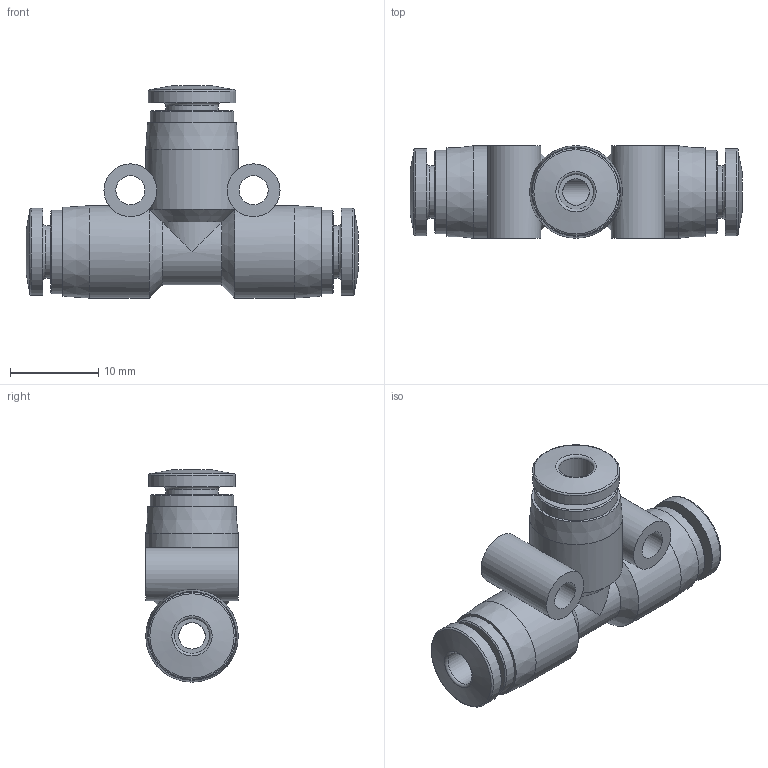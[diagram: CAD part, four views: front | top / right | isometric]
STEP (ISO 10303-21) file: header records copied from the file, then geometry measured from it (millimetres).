
FILE_DESCRIPTION(/* description */ ('STEP AP214'),/* implementation_level */ '2;1');
FILE_NAME(/* name */ '564766_QBT-5_32T-U',/* time_stamp */ '2024-09-14T04:34:31+02:00',/* author */ ('License CC BY-ND 4.0'),/* organization */ ('CADENAS'),/* preprocessor_version */ 'ST-DEVELOPER v19.3',/* originating_system */ 'PARTsolutions',/* authorisation */ ' ');
FILE_SCHEMA (('AUTOMOTIVE_DESIGN {1 0 10303 214 3 1 1}'));
Length unit declared in the file: millimetre
Products named in the file (1): 564766 QBT-5/32T-U
Bounding box: 37.7 x 10.5 x 24.1 mm (x, y, z)
Volume: 3587.4 mm3; surface area: 3151.2 mm2
Topology: 1 solids, 1 shells, 62 faces, 122 edges, 73 vertices
Faces by surface type: cylinder 24, plane 16, cone 13, torus 9
Full cylindrical faces by diameter (mm): 3 x2, 3.3 x2, 3.968 x3, 5.968 x3, 6 x2, 9.5 x3, 9.9 x3, 10.5 x3
Entity records: 1901 total; most frequent: CARTESIAN_POINT 287, DIRECTION 268, ORIENTED_EDGE 158, AXIS2_PLACEMENT_3D 134, EDGE_LOOP 120, FACE_BOUND 120, EDGE_CURVE 79, VERTEX_POINT 69
